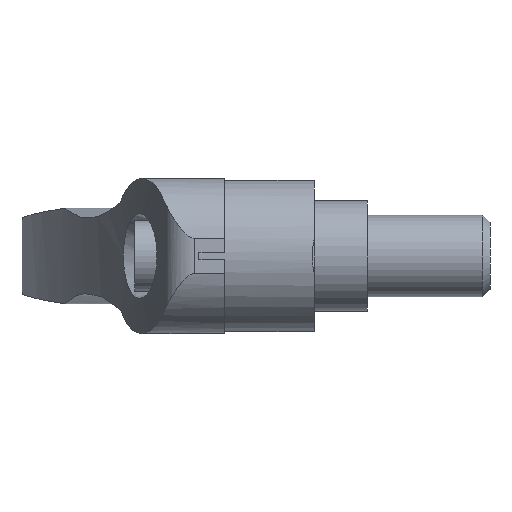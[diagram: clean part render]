
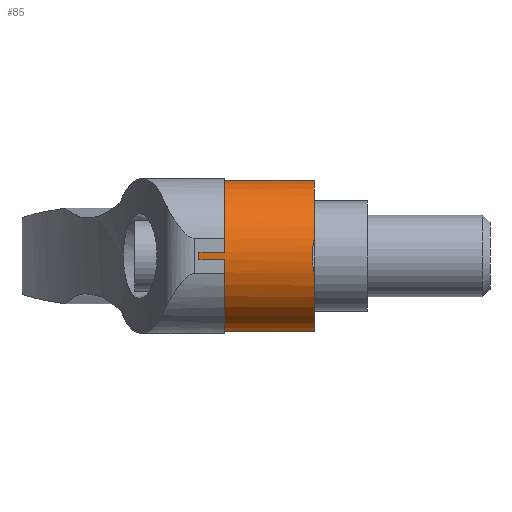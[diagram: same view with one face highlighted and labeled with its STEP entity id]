
A CAD part, left-side view. The second image highlights one B-rep face of the part: STEP entity #85.
In plain terms, the highlighted cylindrical face has radius 9.25 mm (diameter 18.5 mm), a full revolution.
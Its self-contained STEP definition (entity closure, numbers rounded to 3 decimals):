
#85 = ADVANCED_FACE( '', ( #218, #219 ), #220, .T. );
#218 = FACE_OUTER_BOUND( '', #412, .T. );
#219 = FACE_OUTER_BOUND( '', #413, .T. );
#220 = CYLINDRICAL_SURFACE( '', #414, 9.25 );
#412 = EDGE_LOOP( '', ( #613, #614, #615, #616 ) );
#413 = EDGE_LOOP( '', ( #617, #618 ) );
#414 = AXIS2_PLACEMENT_3D( '', #619, #620, #621 );
#613 = ORIENTED_EDGE( '', *, *, #1097, .F. );
#614 = ORIENTED_EDGE( '', *, *, #1098, .T. );
#615 = ORIENTED_EDGE( '', *, *, #1099, .T. );
#616 = ORIENTED_EDGE( '', *, *, #1100, .T. );
#617 = ORIENTED_EDGE( '', *, *, #1101, .T. );
#618 = ORIENTED_EDGE( '', *, *, #1102, .T. );
#619 = CARTESIAN_POINT( '', ( -0.01, 20.625, 0. ) );
#620 = DIRECTION( '', ( 0., -1., 0. ) );
#621 = DIRECTION( '', ( -1., 0., 0. ) );
#1097 = EDGE_CURVE( '', #1296, #1297, #1298, .T. );
#1098 = EDGE_CURVE( '', #1296, #1299, #1300, .F. );
#1099 = EDGE_CURVE( '', #1299, #1301, #1302, .F. );
#1100 = EDGE_CURVE( '', #1301, #1297, #1303, .T. );
#1101 = EDGE_CURVE( '', #1304, #1305, #1306, .T. );
#1102 = EDGE_CURVE( '', #1305, #1304, #1307, .T. );
#1296 = VERTEX_POINT( '', #1621 );
#1297 = VERTEX_POINT( '', #1622 );
#1298 = CIRCLE( '', #1623, 9.25 );
#1299 = VERTEX_POINT( '', #1624 );
#1300 = LINE( '', #1625, #1626 );
#1301 = VERTEX_POINT( '', #1627 );
#1302 = CIRCLE( '', #1628, 9.25 );
#1303 = LINE( '', #1629, #1630 );
#1304 = VERTEX_POINT( '', #1631 );
#1305 = VERTEX_POINT( '', #1632 );
#1306 = ELLIPSE( '', #1633, 13.081, 9.25 );
#1307 = CIRCLE( '', #1634, 9.25 );
#1621 = CARTESIAN_POINT( '', ( -9.25, 20.625, -0.43 ) );
#1622 = CARTESIAN_POINT( '', ( -9.25, 20.625, 0.43 ) );
#1623 = AXIS2_PLACEMENT_3D( '', #2182, #2183, #2184 );
#1624 = CARTESIAN_POINT( '', ( -9.25, 17.5, -0.43 ) );
#1625 = CARTESIAN_POINT( '', ( -9.25, 20.625, -0.43 ) );
#1626 = VECTOR( '', #2185, 1000. );
#1627 = CARTESIAN_POINT( '', ( -9.25, 17.5, 0.43 ) );
#1628 = AXIS2_PLACEMENT_3D( '', #2186, #2187, #2188 );
#1629 = CARTESIAN_POINT( '', ( -9.25, 20.625, 0.43 ) );
#1630 = VECTOR( '', #2189, 1000. );
#1631 = CARTESIAN_POINT( '', ( -9.01, 6.5, -2.136 ) );
#1632 = CARTESIAN_POINT( '', ( -9.01, 6.5, 2.136 ) );
#1633 = AXIS2_PLACEMENT_3D( '', #2190, #2191, #2192 );
#1634 = AXIS2_PLACEMENT_3D( '', #2193, #2194, #2195 );
#2182 = CARTESIAN_POINT( '', ( -0.01, 20.625, 0. ) );
#2183 = DIRECTION( '', ( 0., 1., 0. ) );
#2184 = DIRECTION( '', ( -1., 0., 0. ) );
#2185 = DIRECTION( '', ( 0., 1., 0. ) );
#2186 = CARTESIAN_POINT( '', ( -0.01, 17.5, 0. ) );
#2187 = DIRECTION( '', ( 0., 1., 0. ) );
#2188 = DIRECTION( '', ( 0., 0., 1. ) );
#2189 = DIRECTION( '', ( 0., 1., 0. ) );
#2190 = CARTESIAN_POINT( '', ( -0.01, -2.5, 0. ) );
#2191 = DIRECTION( '', ( 0.707, 0.707, 0. ) );
#2192 = DIRECTION( '', ( -0.707, 0.707, 0. ) );
#2193 = CARTESIAN_POINT( '', ( -0.01, 6.5, 0. ) );
#2194 = DIRECTION( '', ( 0., 1., 0. ) );
#2195 = DIRECTION( '', ( -1., 0., 0. ) );
